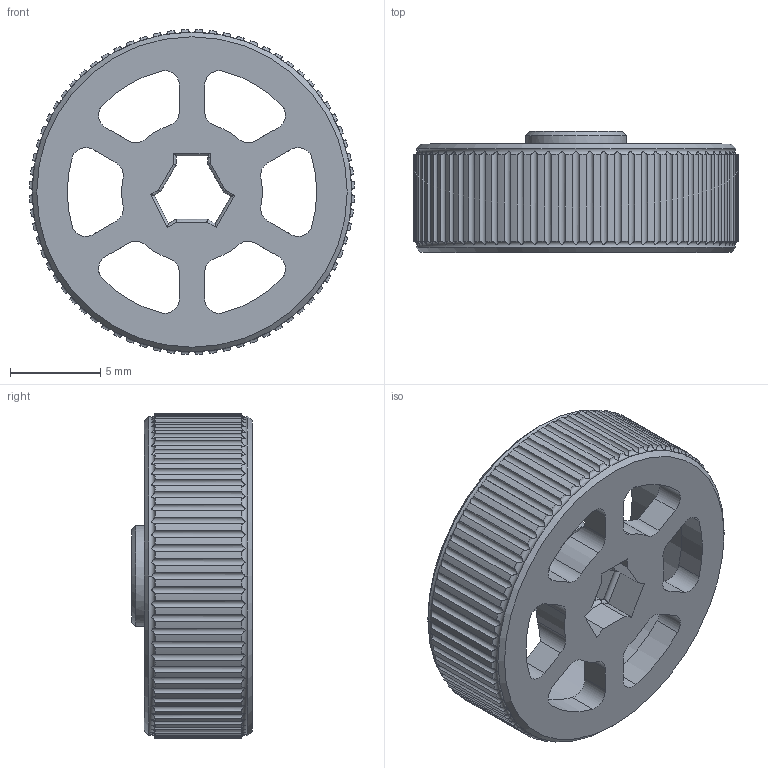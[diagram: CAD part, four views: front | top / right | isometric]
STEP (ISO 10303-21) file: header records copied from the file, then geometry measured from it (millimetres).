
FILE_DESCRIPTION(('HOOPS Exchange Step'),'2;1');
FILE_NAME('wheel_flat_C.stp','2026-01-21T19:17:38+09:00',('hayashi'),('Unknown organisation'),'HOOPS Exchange 2025.8','HOOPS Exchange','Unknown authorisation');
FILE_SCHEMA( ('AP203_CONFIGURATION_CONTROLLED_3D_DESIGN_OF_MECHANICAL_PARTS_AND_ASSEMBLIES_MIM_LF') );
Length unit declared in the file: millimetre
Products named in the file (1): root
Bounding box: 18.01 x 6.7 x 18.01 mm (x, y, z)
Volume: 663.5 mm3; surface area: 1305.8 mm2
Topology: 1 solids, 1 shells, 274 faces, 925 edges, 648 vertices
Faces by surface type: cylinder 187, plane 51, bspline 26, cone 6, torus 4
Full cylindrical faces by diameter (mm): 14.81 x1
Entity records: 13793 total; most frequent: CARTESIAN_POINT 6253, ORIENTED_EDGE 1848, DIRECTION 1280, EDGE_CURVE 924, VERTEX_POINT 648, AXIS2_PLACEMENT_3D 475, B_SPLINE_CURVE_WITH_KNOTS 368, VECTOR 330
